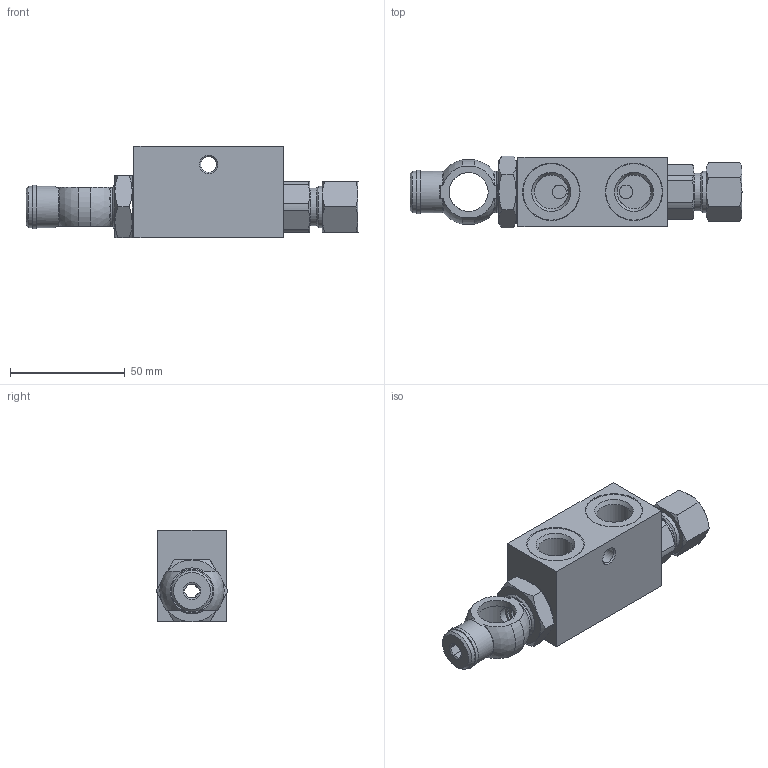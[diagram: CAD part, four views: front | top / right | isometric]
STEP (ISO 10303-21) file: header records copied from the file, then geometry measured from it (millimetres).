
FILE_DESCRIPTION(/* description */ ('Unknown'),/* implementation_level */ '2;1');
FILE_NAME(/* name */ 'V0112',/* time_stamp */ '2017-03-30T09:36:30+02:00',/* author */ ('Unknown'),/* organization */ ('Unknown'),/* preprocessor_version */ 'ST-DEVELOPER v16.7',/* originating_system */ 'DEX',/* authorisation */ $);
FILE_SCHEMA (('AUTOMOTIVE_DESIGN {1 0 10303 214 3 1 1}'));
Length unit declared in the file: millimetre
Products named in the file (1): V0112
Bounding box: 144.5 x 31.18 x 40 mm (x, y, z)
Surface area: 22062.5 mm2 (no closed solid volume)
Topology: 0 solids, 14 shells, 170 faces, 446 edges, 292 vertices
Faces by surface type: plane 60, cylinder 48, cone 39, torus 19, sphere 4
Full cylindrical faces by diameter (mm): 1.5 x2, 6 x2, 6.8 x3, 12 x2, 12.1 x1, 13.4 x1, 14.95 x4, 16.4 x1, 16.5 x1, 17 x2, 18 x3, 19 x1, 23.7 x1, 25 x2, 26 x1
Entity records: 9015 total; most frequent: CARTESIAN_POINT 4774, DIRECTION 774, ORIENTED_EDGE 669, EDGE_CURVE 373, AXIS2_PLACEMENT_3D 340, VERTEX_POINT 266, EDGE_LOOP 244, FACE_BOUND 244
